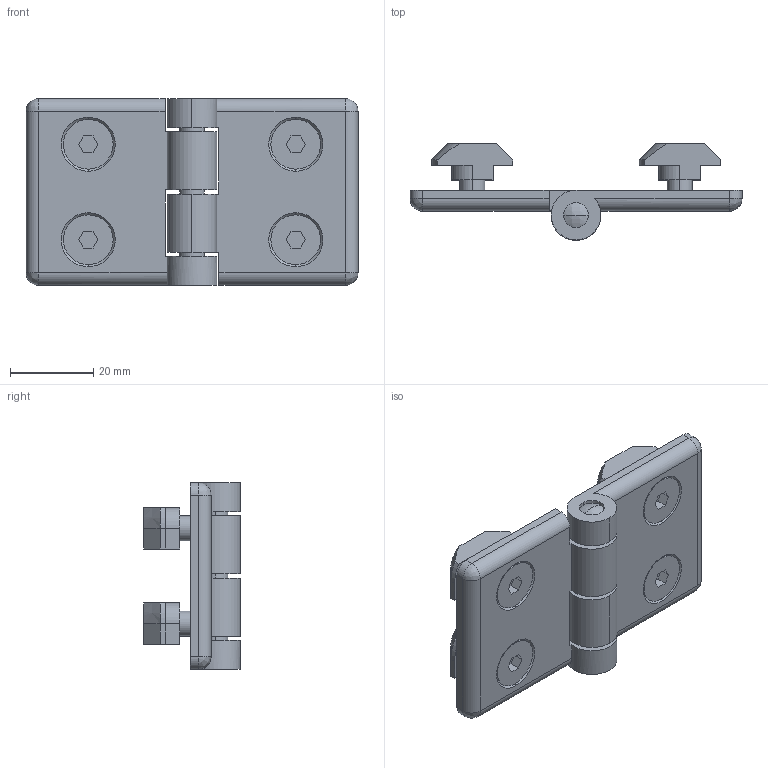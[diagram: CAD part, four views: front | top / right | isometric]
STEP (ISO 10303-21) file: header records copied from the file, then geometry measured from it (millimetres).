
FILE_DESCRIPTION (( 'STEP AP203' ), '1' );
FILE_NAME ('3_842_544_531_Bosch.step', '2024-06-10T09:09:23', ( '' ), ( '' ), 'SwSTEP 2.0', 'SolidWorks 2014', '' );
FILE_SCHEMA (( 'CONFIG_CONTROL_DESIGN' ));
Length unit declared in the file: millimetre
Products named in the file (12): 5_26; 1_28; 3_26; 7_26; 2_28; 8_18; 10_18; 4_26; 9_18; 6_26; 3_842_544_531_Bosch; 11_18
Assembly tree (11 placements, depth 2):
  3_842_544_531_Bosch
    1_28
    2_28
    3_26
    4_26
    5_26
    6_26
    7_26
    8_18
    9_18
    10_18
    11_18
Bounding box: 80 x 23.2 x 45 mm (x, y, z)
Volume: 24767.5 mm3; surface area: 16497 mm2
Topology: 11 solids, 11 shells, 217 faces, 523 edges, 328 vertices
Faces by surface type: plane 104, cylinder 74, cone 32, bspline 7
Entity records: 7745 total; most frequent: CARTESIAN_POINT 1285, DIRECTION 1128, ORIENTED_EDGE 1038, EDGE_CURVE 519, AXIS2_PLACEMENT_3D 395, LINE 338, VECTOR 338, VERTEX_POINT 328
